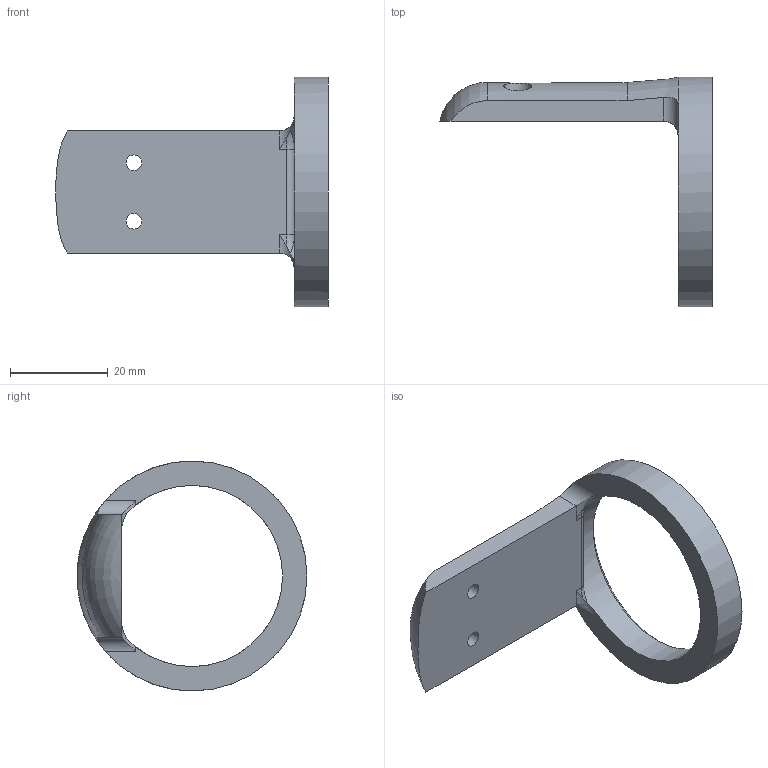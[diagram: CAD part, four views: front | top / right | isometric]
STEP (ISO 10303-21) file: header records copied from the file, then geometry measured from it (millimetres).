
FILE_DESCRIPTION(/* description */ (''),/* implementation_level */ '2;1');
FILE_NAME(/* name */ 'Coax_Support v4.step',/* time_stamp */ '2021-09-11T17:13:42+10:00',/* author */ (''),/* organization */ (''),/* preprocessor_version */ 'ST-DEVELOPER v18.1',/* originating_system */ 'Autodesk Translation Framework v10.10.0.1391',/* authorisation */ '');
FILE_SCHEMA (('AUTOMOTIVE_DESIGN { 1 0 10303 214 3 1 1 }'));
Length unit declared in the file: millimetre
Products named in the file (1): Coax_Support
Bounding box: 55.8 x 47.1 x 47.1 mm (x, y, z)
Volume: 12186.5 mm3; surface area: 6131.1 mm2
Topology: 1 solids, 1 shells, 27 faces, 69 edges, 45 vertices
Faces by surface type: cylinder 14, plane 8, torus 4, cone 1
Full cylindrical faces by diameter (mm): 3.2 x2, 5.75 x2, 37.1 x1, 47.1 x1
Entity records: 1035 total; most frequent: CARTESIAN_POINT 343, ORIENTED_EDGE 138, DIRECTION 129, EDGE_CURVE 69, AXIS2_PLACEMENT_3D 53, VERTEX_POINT 45, EDGE_LOOP 34, FACE_OUTER_BOUND 27
